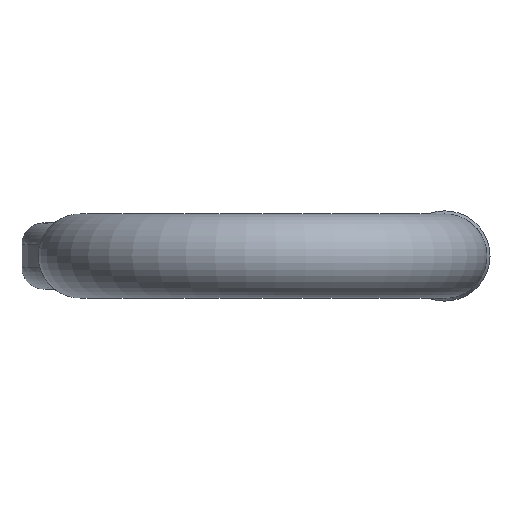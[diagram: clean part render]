
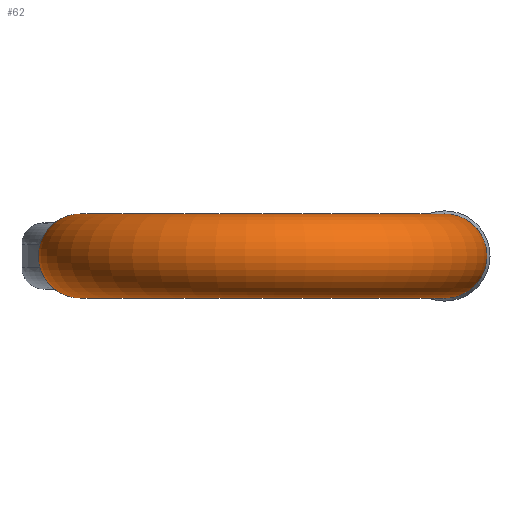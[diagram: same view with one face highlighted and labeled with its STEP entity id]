
A CAD part, front view. The second image highlights one B-rep face of the part: STEP entity #62.
In plain terms, the highlighted toroidal (fillet/blend) face has major radius 71.5 mm and minor radius 16.5 mm.
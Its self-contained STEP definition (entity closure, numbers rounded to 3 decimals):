
#42=TOROIDAL_SURFACE('',#513,71.5,16.5);
#48=FACE_BOUND('',#124,.T.);
#49=FACE_BOUND('',#125,.T.);
#62=ADVANCED_FACE('',(#48,#49),#42,.T.);
#124=EDGE_LOOP('',(#230));
#125=EDGE_LOOP('',(#231,#232,#233,#234,#235,#236));
#157=CIRCLE('',#508,16.5);
#158=CIRCLE('',#511,16.5);
#159=CIRCLE('',#512,16.5);
#192=B_SPLINE_CURVE_WITH_KNOTS('',3,(#827,#828,#829,#830),.UNSPECIFIED.,
.F.,.F.,(4,4),(0.,1.),.UNSPECIFIED.);
#193=B_SPLINE_CURVE_WITH_KNOTS('',3,(#833,#834,#835,#836),.UNSPECIFIED.,
.F.,.F.,(4,4),(0.,1.),.UNSPECIFIED.);
#194=B_SPLINE_CURVE_WITH_KNOTS('',3,(#837,#838,#839,#840),.UNSPECIFIED.,
.F.,.F.,(4,4),(0.,1.),.UNSPECIFIED.);
#195=B_SPLINE_CURVE_WITH_KNOTS('',3,(#842,#843,#844,#845),.UNSPECIFIED.,
.F.,.F.,(4,4),(0.,1.),.UNSPECIFIED.);
#230=ORIENTED_EDGE('',*,*,#420,.F.);
#231=ORIENTED_EDGE('',*,*,#421,.T.);
#232=ORIENTED_EDGE('',*,*,#422,.T.);
#233=ORIENTED_EDGE('',*,*,#417,.T.);
#234=ORIENTED_EDGE('',*,*,#423,.T.);
#235=ORIENTED_EDGE('',*,*,#424,.T.);
#236=ORIENTED_EDGE('',*,*,#425,.T.);
#367=VERTEX_POINT('',#806);
#368=VERTEX_POINT('',#808);
#370=VERTEX_POINT('',#826);
#371=VERTEX_POINT('',#831);
#372=VERTEX_POINT('',#832);
#373=VERTEX_POINT('',#841);
#374=VERTEX_POINT('',#846);
#417=EDGE_CURVE('',#368,#367,#157,.T.);
#420=EDGE_CURVE('',#370,#370,#158,.T.);
#421=EDGE_CURVE('',#371,#372,#192,.T.);
#422=EDGE_CURVE('',#372,#368,#193,.T.);
#423=EDGE_CURVE('',#367,#373,#194,.T.);
#424=EDGE_CURVE('',#373,#374,#195,.T.);
#425=EDGE_CURVE('',#374,#371,#159,.T.);
#508=AXIS2_PLACEMENT_3D('',#807,#572,#573);
#511=AXIS2_PLACEMENT_3D('',#825,#578,#579);
#512=AXIS2_PLACEMENT_3D('',#847,#580,#581);
#513=AXIS2_PLACEMENT_3D('',#848,#582,#583);
#572=DIRECTION('',(0.,-1.,0.));
#573=DIRECTION('',(1.,0.,0.));
#578=DIRECTION('',(0.,1.,0.));
#579=DIRECTION('',(-1.,0.,0.));
#580=DIRECTION('',(0.,-1.,0.));
#581=DIRECTION('',(1.,0.,0.));
#582=DIRECTION('',(0.,0.,1.));
#583=DIRECTION('',(1.,0.,0.));
#806=CARTESIAN_POINT('',(-74.998,-45.,-16.125));
#807=CARTESIAN_POINT('',(-71.5,-45.,0.));
#808=CARTESIAN_POINT('',(-74.998,-45.,16.125));
#825=CARTESIAN_POINT('',(71.5,-45.,0.));
#826=CARTESIAN_POINT('',(55.,-45.,0.));
#827=CARTESIAN_POINT('',(-68.002,-45.,16.125));
#828=CARTESIAN_POINT('',(-69.142,-45.247,16.372));
#829=CARTESIAN_POINT('',(-70.307,-45.375,16.5));
#830=CARTESIAN_POINT('',(-71.499,-45.375,16.5));
#831=CARTESIAN_POINT('',(-68.002,-45.,16.125));
#832=CARTESIAN_POINT('',(-71.499,-45.375,16.5));
#833=CARTESIAN_POINT('',(-71.499,-45.375,16.5));
#834=CARTESIAN_POINT('',(-72.692,-45.375,16.5));
#835=CARTESIAN_POINT('',(-73.858,-45.247,16.372));
#836=CARTESIAN_POINT('',(-74.998,-45.,16.125));
#837=CARTESIAN_POINT('',(-74.998,-45.,-16.125));
#838=CARTESIAN_POINT('',(-73.858,-45.247,-16.372));
#839=CARTESIAN_POINT('',(-72.692,-45.375,-16.5));
#840=CARTESIAN_POINT('',(-71.499,-45.375,-16.5));
#841=CARTESIAN_POINT('',(-71.499,-45.375,-16.5));
#842=CARTESIAN_POINT('',(-71.499,-45.375,-16.5));
#843=CARTESIAN_POINT('',(-70.307,-45.375,-16.5));
#844=CARTESIAN_POINT('',(-69.142,-45.247,-16.372));
#845=CARTESIAN_POINT('',(-68.002,-45.,-16.125));
#846=CARTESIAN_POINT('',(-68.002,-45.,-16.125));
#847=CARTESIAN_POINT('',(-71.5,-45.,0.));
#848=CARTESIAN_POINT('',(0.,-45.,0.));
